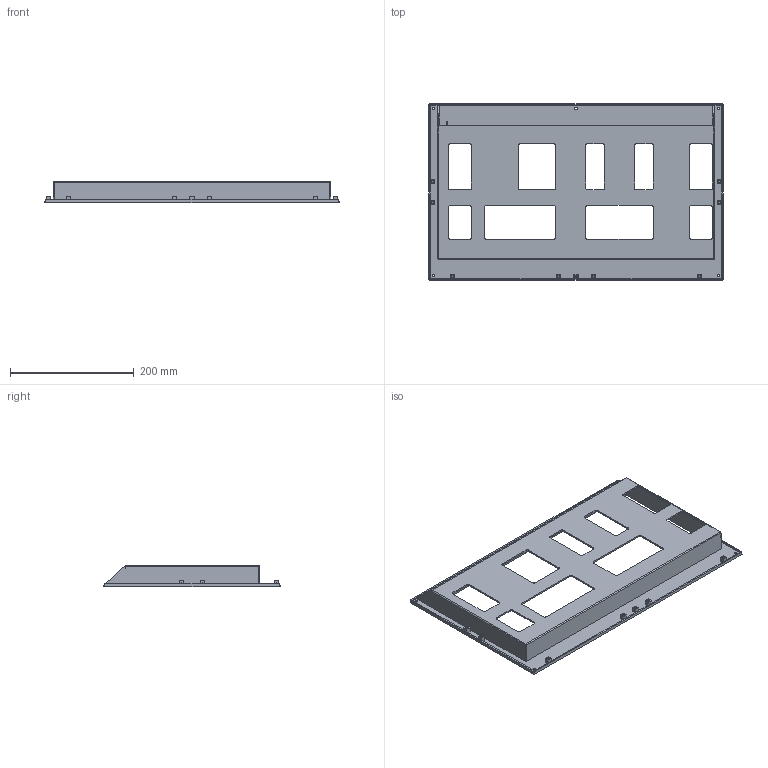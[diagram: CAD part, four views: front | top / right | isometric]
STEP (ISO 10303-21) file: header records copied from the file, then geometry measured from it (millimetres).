
FILE_DESCRIPTION(('STEP AP242'),'1');
FILE_NAME('nsydpa3.stp','2019-06-07T04:15:40',('TraceParts'),('TraceParts S.A.'),'Spatial InterOp 3D',' ',' ');
FILE_SCHEMA(('AP242_MANAGED_MODEL_BASED_3D_ENGINEERING_MIM_LF {1 0 10303 442 1 1 4}'));
Length unit declared in the file: millimetre
Products named in the file (1): nsydpa3
Bounding box: 476 x 285 x 35 mm (x, y, z)
Volume: 387600.8 mm3; surface area: 300325.6 mm2
Topology: 1 solids, 1 shells, 251 faces, 690 edges, 448 vertices
Faces by surface type: plane 140, cylinder 73, cone 36, sphere 2
Entity records: 8077 total; most frequent: CARTESIAN_POINT 1476, ORIENTED_EDGE 1380, DIRECTION 1366, EDGE_CURVE 690, LINE 486, VECTOR 486, VERTEX_POINT 448, AXIS2_PLACEMENT_3D 440
